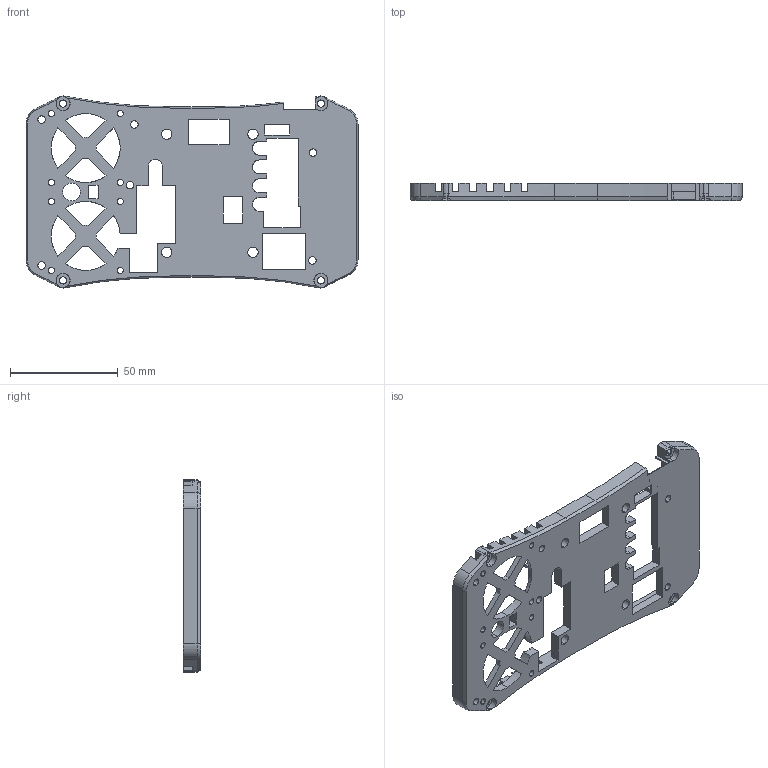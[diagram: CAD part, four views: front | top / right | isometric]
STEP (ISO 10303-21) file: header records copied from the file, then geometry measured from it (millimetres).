
FILE_DESCRIPTION (( 'STEP AP214' ), '1' );
FILE_NAME ('綴裔-2025040201.STEP', '2025-04-02T04:49:20', ( '' ), ( '' ), 'SwSTEP 2.0', 'SolidWorks 2018', '' );
FILE_SCHEMA (( 'AUTOMOTIVE_DESIGN' ));
Length unit declared in the file: millimetre
Products named in the file (1): 綴裔-2025040201
Bounding box: 154.2 x 8 x 89.2 mm (x, y, z)
Volume: 40377.4 mm3; surface area: 28500.7 mm2
Topology: 1 solids, 1 shells, 315 faces, 968 edges, 638 vertices
Faces by surface type: plane 195, cylinder 101, cone 19
Entity records: 11048 total; most frequent: CARTESIAN_POINT 2098, ORIENTED_EDGE 1936, DIRECTION 1818, EDGE_CURVE 968, LINE 666, VECTOR 666, VERTEX_POINT 638, AXIS2_PLACEMENT_3D 576
